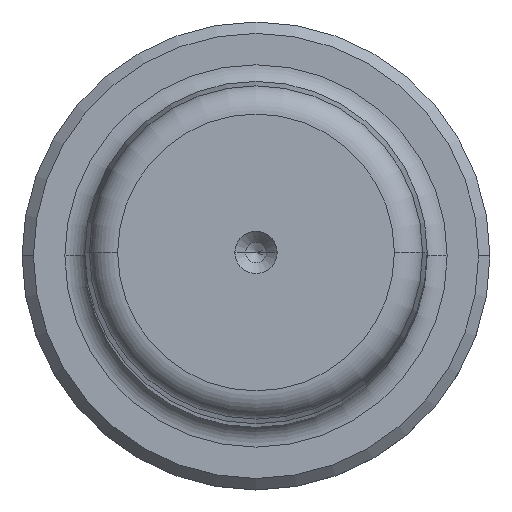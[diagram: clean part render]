
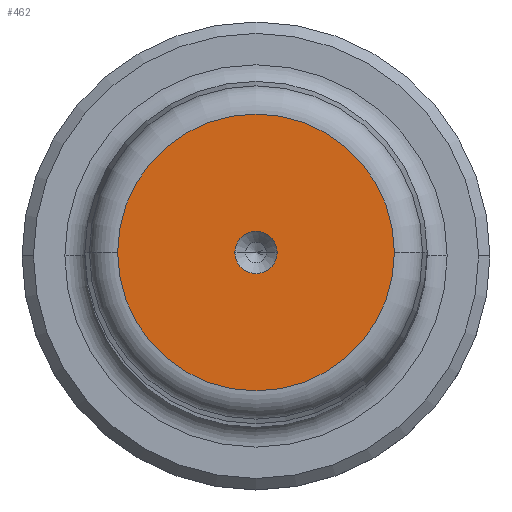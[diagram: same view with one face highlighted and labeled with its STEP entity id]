
A CAD part, top view. The second image highlights one B-rep face of the part: STEP entity #462.
In plain terms, the highlighted planar face has unit normal (0, 0, 1).
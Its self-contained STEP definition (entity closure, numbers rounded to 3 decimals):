
#38 = CARTESIAN_POINT ( 'NONE',  ( 1.85, 0., 210. ) ) ;
#51 = CARTESIAN_POINT ( 'NONE',  ( 0., 0., 210. ) ) ;
#92 = ORIENTED_EDGE ( 'NONE', *, *, #400, .T. ) ;
#207 = AXIS2_PLACEMENT_3D ( 'NONE', #1149, #1524, #424 ) ;
#243 = DIRECTION ( 'NONE',  ( 1., 0., 0. ) ) ;
#280 = EDGE_LOOP ( 'NONE', ( #92, #1536 ) ) ;
#371 = FACE_BOUND ( 'NONE', #478, .T. ) ;
#399 = CARTESIAN_POINT ( 'NONE',  ( 0., 0., 210. ) ) ;
#400 = EDGE_CURVE ( 'NONE', #2109, #853, #427, .T. ) ;
#415 = ORIENTED_EDGE ( 'NONE', *, *, #541, .F. ) ;
#424 = DIRECTION ( 'NONE',  ( 1., 0., 0. ) ) ;
#427 = CIRCLE ( 'NONE', #2057, 12.124 ) ;
#439 = ORIENTED_EDGE ( 'NONE', *, *, #914, .F. ) ;
#442 = DIRECTION ( 'NONE',  ( 0., 0., 1. ) ) ;
#444 = AXIS2_PLACEMENT_3D ( 'NONE', #2069, #997, #2256 ) ;
#462 = ADVANCED_FACE ( 'NONE', ( #371, #1750 ), #1684, .T. ) ;
#466 = VERTEX_POINT ( 'NONE', #2218 ) ;
#478 = EDGE_LOOP ( 'NONE', ( #439, #415 ) ) ;
#541 = EDGE_CURVE ( 'NONE', #466, #942, #668, .T. ) ;
#568 = DIRECTION ( 'NONE',  ( 1., 0., 0. ) ) ;
#668 = CIRCLE ( 'NONE', #444, 1.85 ) ;
#853 = VERTEX_POINT ( 'NONE', #2160 ) ;
#914 = EDGE_CURVE ( 'NONE', #942, #466, #1986, .T. ) ;
#942 = VERTEX_POINT ( 'NONE', #38 ) ;
#997 = DIRECTION ( 'NONE',  ( 0., 0., 1. ) ) ;
#1149 = CARTESIAN_POINT ( 'NONE',  ( 0., 0., 210. ) ) ;
#1331 = DIRECTION ( 'NONE',  ( 0., 0., 1. ) ) ;
#1524 = DIRECTION ( 'NONE',  ( 0., 0., 1. ) ) ;
#1536 = ORIENTED_EDGE ( 'NONE', *, *, #1880, .T. ) ;
#1538 = CARTESIAN_POINT ( 'NONE',  ( 0., 0., 210. ) ) ;
#1662 = DIRECTION ( 'NONE',  ( 0., 0., 1. ) ) ;
#1684 = PLANE ( 'NONE',  #207 ) ;
#1709 = DIRECTION ( 'NONE',  ( 1., 0., 0. ) ) ;
#1750 = FACE_OUTER_BOUND ( 'NONE', #280, .T. ) ;
#1857 = CIRCLE ( 'NONE', #1976, 12.124 ) ;
#1880 = EDGE_CURVE ( 'NONE', #853, #2109, #1857, .T. ) ;
#1895 = AXIS2_PLACEMENT_3D ( 'NONE', #399, #1662, #568 ) ;
#1976 = AXIS2_PLACEMENT_3D ( 'NONE', #1538, #442, #1709 ) ;
#1986 = CIRCLE ( 'NONE', #1895, 1.85 ) ;
#1992 = CARTESIAN_POINT ( 'NONE',  ( 12.124, 0., 210. ) ) ;
#2057 = AXIS2_PLACEMENT_3D ( 'NONE', #51, #1331, #243 ) ;
#2069 = CARTESIAN_POINT ( 'NONE',  ( 0., 0., 210. ) ) ;
#2109 = VERTEX_POINT ( 'NONE', #1992 ) ;
#2160 = CARTESIAN_POINT ( 'NONE',  ( -12.124, 0., 210. ) ) ;
#2218 = CARTESIAN_POINT ( 'NONE',  ( -1.85, 0., 210. ) ) ;
#2256 = DIRECTION ( 'NONE',  ( 1., 0., 0. ) ) ;
